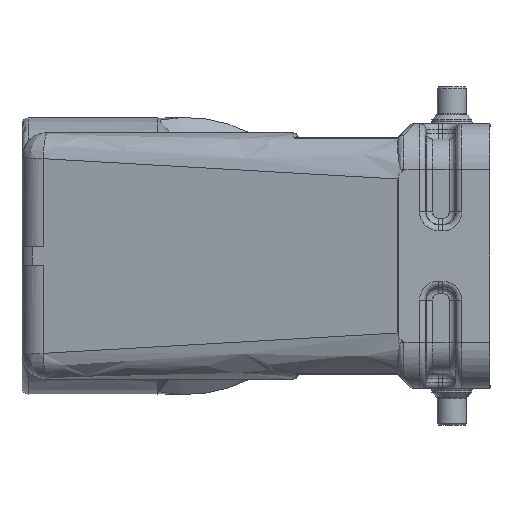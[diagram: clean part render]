
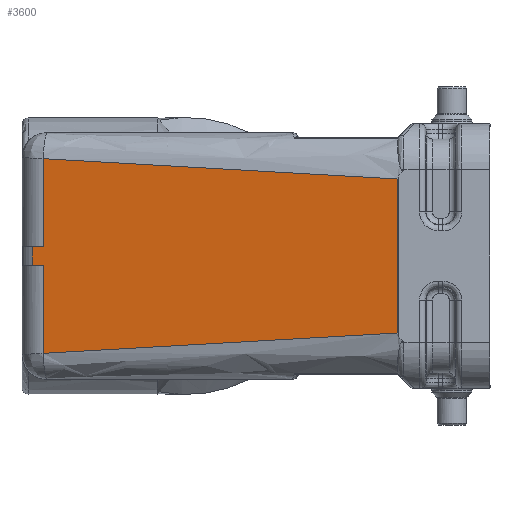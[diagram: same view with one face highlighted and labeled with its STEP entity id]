
A CAD part, left-side view. The second image highlights one B-rep face of the part: STEP entity #3600.
In plain terms, the highlighted planar face has unit normal (-0.99, 0.139, 0).
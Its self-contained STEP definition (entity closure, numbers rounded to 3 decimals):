
#1073=PLANE('',#12004);
#1379=FACE_OUTER_BOUND('',#4659,.T.);
#1827=LINE('',#15371,#2570);
#1833=LINE('',#15391,#2576);
#1845=LINE('',#15474,#2588);
#2188=LINE('',#17859,#2997);
#2189=LINE('',#17861,#2998);
#2190=LINE('',#17863,#2999);
#2191=LINE('',#17865,#3000);
#2192=LINE('',#17866,#3001);
#2570=VECTOR('',#12641,1.);
#2576=VECTOR('',#12661,1.);
#2588=VECTOR('',#12697,1.);
#2997=VECTOR('',#13736,1.);
#2998=VECTOR('',#13737,1.);
#2999=VECTOR('',#13738,1.);
#3000=VECTOR('',#13739,1.);
#3001=VECTOR('',#13740,1.);
#3600=ADVANCED_FACE('',(#1379),#1073,.T.);
#4659=EDGE_LOOP('',(#6310,#6311,#6312,#6313,#6314,#6315,#6316,#6317));
#6310=ORIENTED_EDGE('',*,*,#10218,.T.);
#6311=ORIENTED_EDGE('',*,*,#10219,.T.);
#6312=ORIENTED_EDGE('',*,*,#10220,.T.);
#6313=ORIENTED_EDGE('',*,*,#10221,.T.);
#6314=ORIENTED_EDGE('',*,*,#9635,.T.);
#6315=ORIENTED_EDGE('',*,*,#9603,.T.);
#6316=ORIENTED_EDGE('',*,*,#9613,.F.);
#6317=ORIENTED_EDGE('',*,*,#10222,.F.);
#8560=VERTEX_POINT('',#15370);
#8561=VERTEX_POINT('',#15372);
#8567=VERTEX_POINT('',#15390);
#8589=VERTEX_POINT('',#15475);
#8983=VERTEX_POINT('',#17705);
#8985=VERTEX_POINT('',#17860);
#8986=VERTEX_POINT('',#17862);
#8987=VERTEX_POINT('',#17864);
#9603=EDGE_CURVE('',#8561,#8560,#1827,.T.);
#9613=EDGE_CURVE('',#8567,#8560,#1833,.T.);
#9635=EDGE_CURVE('',#8589,#8561,#1845,.T.);
#10218=EDGE_CURVE('',#8985,#8983,#2188,.T.);
#10219=EDGE_CURVE('',#8983,#8986,#2189,.T.);
#10220=EDGE_CURVE('',#8986,#8987,#2190,.T.);
#10221=EDGE_CURVE('',#8987,#8589,#2191,.T.);
#10222=EDGE_CURVE('',#8985,#8567,#2192,.T.);
#12004=AXIS2_PLACEMENT_3D('',#17867,#13741,#13742);
#12641=DIRECTION('',(0.139,0.99,0.));
#12661=DIRECTION('',(0.,0.,1.));
#12697=DIRECTION('',(0.,0.,-1.));
#13736=DIRECTION('',(0.,0.,-1.));
#13737=DIRECTION('',(-0.139,-0.989,0.057));
#13738=DIRECTION('',(0.,0.,1.));
#13739=DIRECTION('',(0.139,0.989,0.057));
#13740=DIRECTION('',(0.139,0.99,0.));
#13741=DIRECTION('',(-0.99,0.139,0.));
#13742=DIRECTION('',(-0.139,-0.99,0.));
#15370=CARTESIAN_POINT('',(-38.413,12.32,1.5));
#15371=CARTESIAN_POINT('',(-38.661,10.557,1.5));
#15372=CARTESIAN_POINT('',(-38.661,10.557,1.5));
#15390=CARTESIAN_POINT('',(-38.413,12.32,-1.5));
#15391=CARTESIAN_POINT('',(-38.413,12.32,-3.5));
#15474=CARTESIAN_POINT('',(-38.661,10.557,15.802));
#15475=CARTESIAN_POINT('',(-38.661,10.557,15.802));
#17705=CARTESIAN_POINT('',(-38.661,10.557,-15.802));
#17859=CARTESIAN_POINT('',(-38.661,10.557,15.802));
#17860=CARTESIAN_POINT('',(-38.661,10.557,-1.5));
#17861=CARTESIAN_POINT('',(-38.661,10.557,-15.802));
#17862=CARTESIAN_POINT('',(-46.74,-46.931,-12.504));
#17863=CARTESIAN_POINT('',(-46.74,-46.931,-12.504));
#17864=CARTESIAN_POINT('',(-46.74,-46.931,12.504));
#17865=CARTESIAN_POINT('',(-46.74,-46.931,12.504));
#17866=CARTESIAN_POINT('',(-38.685,10.385,-1.5));
#17867=CARTESIAN_POINT('',(-37.734,17.149,-16.802));
